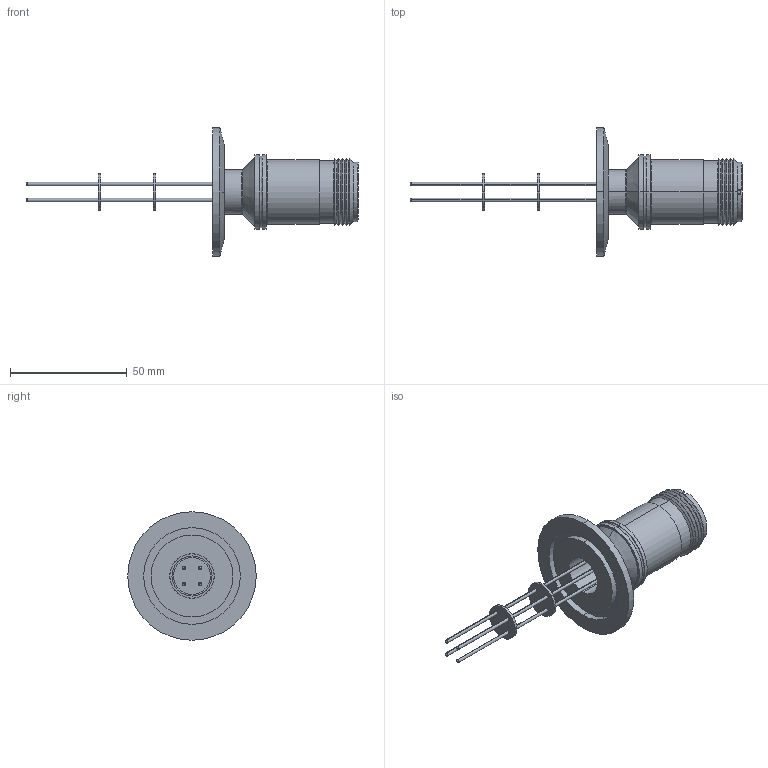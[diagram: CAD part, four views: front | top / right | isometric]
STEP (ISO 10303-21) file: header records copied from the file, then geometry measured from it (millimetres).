
FILE_DESCRIPTION (( 'STEP AP203' ), '1' );
FILE_NAME ('A0194-4-QF.STEP', '2013-03-13T15:26:49', ( '' ), ( '' ), 'SwSTEP 2.0', 'SolidWorks 2012', '' );
FILE_SCHEMA (( 'CONFIG_CONTROL_DESIGN' ));
Length unit declared in the file: inch
Products named in the file (1): A0194-4-QF
Bounding box: 142.11 x 54.99 x 54.99 mm (x, y, z)
Volume: 18380.7 mm3; surface area: 23150.9 mm2
Topology: 1 solids, 1 shells, 197 faces, 439 edges, 283 vertices
Faces by surface type: cylinder 94, plane 53, cone 26, bspline 24
Entity records: 6142 total; most frequent: CARTESIAN_POINT 1559, DIRECTION 1032, ORIENTED_EDGE 878, AXIS2_PLACEMENT_3D 446, EDGE_CURVE 439, VERTEX_POINT 283, CIRCLE 272, EDGE_LOOP 248
